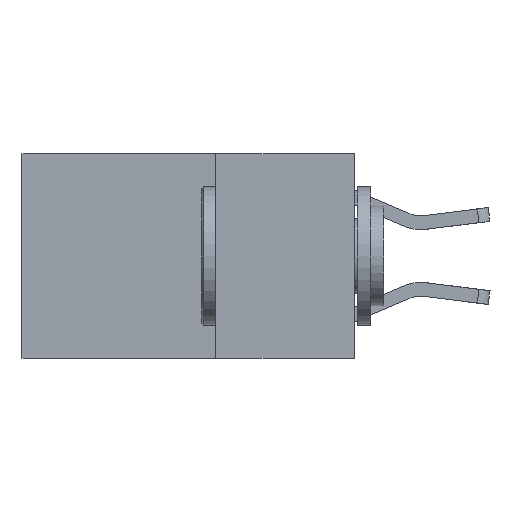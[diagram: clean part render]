
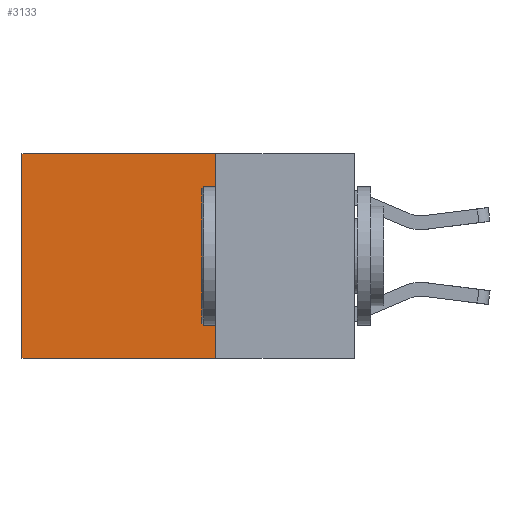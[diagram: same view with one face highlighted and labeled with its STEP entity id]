
A CAD part, left-side view. The second image highlights one B-rep face of the part: STEP entity #3133.
In plain terms, the highlighted planar face has unit normal (-1, 0, 0).
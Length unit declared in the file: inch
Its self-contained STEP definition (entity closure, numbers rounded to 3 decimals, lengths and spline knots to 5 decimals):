
#125 = VERTEX_POINT ( 'NONE', #8604 ) ;
#611 = ORIENTED_EDGE ( 'NONE', *, *, #5913, .T. ) ;
#634 = ORIENTED_EDGE ( 'NONE', *, *, #4214, .F. ) ;
#646 = ORIENTED_EDGE ( 'NONE', *, *, #4531, .F. ) ;
#675 = ORIENTED_EDGE ( 'NONE', *, *, #6635, .T. ) ;
#1173 = VECTOR ( 'NONE', #3997, 39.37008 ) ;
#1256 = LINE ( 'NONE', #3680, #1173 ) ;
#1978 = AXIS2_PLACEMENT_3D ( 'NONE', #4038, #3908, #3900 ) ;
#2039 = VERTEX_POINT ( 'NONE', #3007 ) ;
#2384 = VECTOR ( 'NONE', #8124, 39.37008 ) ;
#2450 = LINE ( 'NONE', #8160, #2384 ) ;
#2897 = DIRECTION ( 'NONE',  ( 0., 0., -1. ) ) ;
#2920 = CARTESIAN_POINT ( 'NONE',  ( 0.2625, 0.6, 0. ) ) ;
#3007 = CARTESIAN_POINT ( 'NONE',  ( 0.2625, 0.25, 0. ) ) ;
#3133 = ADVANCED_FACE ( 'NONE', ( #4210 ), #3924, .F. ) ;
#3680 = CARTESIAN_POINT ( 'NONE',  ( 0.2625, 0.25, 0. ) ) ;
#3900 = DIRECTION ( 'NONE',  ( 0., 0., -1. ) ) ;
#3908 = DIRECTION ( 'NONE',  ( 1., 0., 0. ) ) ;
#3924 = PLANE ( 'NONE',  #1978 ) ;
#3997 = DIRECTION ( 'NONE',  ( 0., 0., -1. ) ) ;
#4038 = CARTESIAN_POINT ( 'NONE',  ( 0.2625, 0.25, 0. ) ) ;
#4210 = FACE_OUTER_BOUND ( 'NONE', #8373, .T. ) ;
#4214 = EDGE_CURVE ( 'NONE', #125, #8761, #2450, .T. ) ;
#4531 = EDGE_CURVE ( 'NONE', #2039, #125, #1256, .T. ) ;
#5163 = LINE ( 'NONE', #2920, #8213 ) ;
#5913 = EDGE_CURVE ( 'NONE', #7638, #8761, #5163, .T. ) ;
#6468 = LINE ( 'NONE', #7348, #9168 ) ;
#6635 = EDGE_CURVE ( 'NONE', #2039, #7638, #6468, .T. ) ;
#7324 = DIRECTION ( 'NONE',  ( 0., 1., 0. ) ) ;
#7348 = CARTESIAN_POINT ( 'NONE',  ( 0.2625, 0.25, 0. ) ) ;
#7638 = VERTEX_POINT ( 'NONE', #8206 ) ;
#8124 = DIRECTION ( 'NONE',  ( 0., 1., 0. ) ) ;
#8160 = CARTESIAN_POINT ( 'NONE',  ( 0.2625, 0.25, -0.37 ) ) ;
#8206 = CARTESIAN_POINT ( 'NONE',  ( 0.2625, 0.6, 0. ) ) ;
#8213 = VECTOR ( 'NONE', #2897, 39.37008 ) ;
#8348 = CARTESIAN_POINT ( 'NONE',  ( 0.2625, 0.6, -0.37 ) ) ;
#8373 = EDGE_LOOP ( 'NONE', ( #611, #634, #646, #675 ) ) ;
#8604 = CARTESIAN_POINT ( 'NONE',  ( 0.2625, 0.25, -0.37 ) ) ;
#8761 = VERTEX_POINT ( 'NONE', #8348 ) ;
#9168 = VECTOR ( 'NONE', #7324, 39.37008 ) ;
